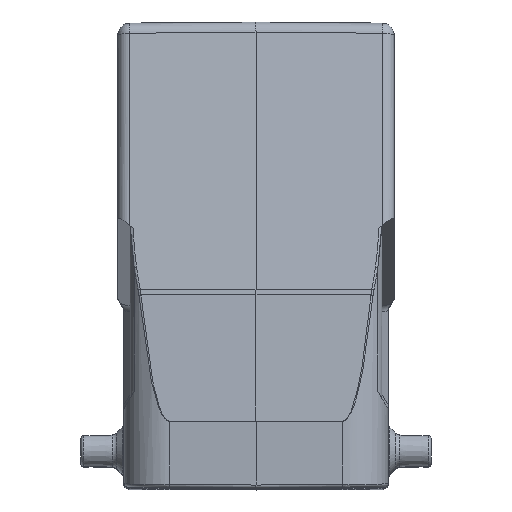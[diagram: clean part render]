
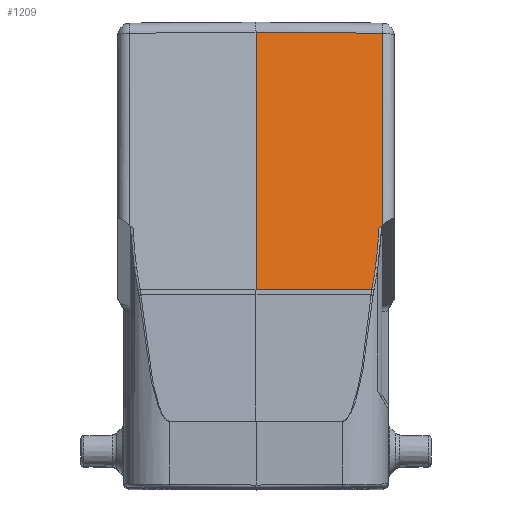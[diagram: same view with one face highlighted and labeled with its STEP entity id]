
A CAD part, top view. The second image highlights one B-rep face of the part: STEP entity #1209.
In plain terms, the highlighted planar face has unit normal (0.009, 0.174, 0.985).
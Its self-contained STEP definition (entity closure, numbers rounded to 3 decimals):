
#547=CIRCLE('',#9522,62.355);
#1209=ADVANCED_FACE('',(#1922),#1473,.T.);
#1473=PLANE('',#9645);
#1922=FACE_OUTER_BOUND('',#2496,.T.);
#2496=EDGE_LOOP('',(#6126,#6127,#6128,#6129,#6130,#6131,#6132));
#3191=LINE('',#15934,#3888);
#3192=LINE('',#15938,#3889);
#3232=LINE('',#16339,#3929);
#3233=LINE('',#16341,#3930);
#3234=LINE('',#16343,#3931);
#3888=VECTOR('',#11597,1.);
#3889=VECTOR('',#11602,1.);
#3929=VECTOR('',#11888,1.);
#3930=VECTOR('',#11891,1.);
#3931=VECTOR('',#11892,1.);
#6126=ORIENTED_EDGE('',*,*,#8342,.T.);
#6127=ORIENTED_EDGE('',*,*,#8337,.T.);
#6128=ORIENTED_EDGE('',*,*,#8335,.F.);
#6129=ORIENTED_EDGE('',*,*,#8450,.T.);
#6130=ORIENTED_EDGE('',*,*,#8451,.T.);
#6131=ORIENTED_EDGE('',*,*,#8452,.F.);
#6132=ORIENTED_EDGE('',*,*,#8453,.T.);
#7204=VERTEX_POINT('',#15931);
#7205=VERTEX_POINT('',#15935);
#7206=VERTEX_POINT('',#15939);
#7208=VERTEX_POINT('',#15963);
#7270=VERTEX_POINT('',#16313);
#7276=VERTEX_POINT('',#16342);
#7277=VERTEX_POINT('',#16344);
#8335=EDGE_CURVE('',#7204,#7205,#3191,.T.);
#8337=EDGE_CURVE('',#7206,#7205,#3192,.T.);
#8342=EDGE_CURVE('',#7208,#7206,#547,.T.);
#8450=EDGE_CURVE('',#7204,#7270,#3232,.T.);
#8451=EDGE_CURVE('',#7270,#7276,#3233,.T.);
#8452=EDGE_CURVE('',#7277,#7276,#3234,.T.);
#8453=EDGE_CURVE('',#7277,#7208,#8838,.T.);
#8838=ELLIPSE('',#9644,40.313,7.);
#9522=AXIS2_PLACEMENT_3D('',#15969,#11607,#11608);
#9644=AXIS2_PLACEMENT_3D('',#16345,#11893,#11894);
#9645=AXIS2_PLACEMENT_3D('',#16346,#11895,#11896);
#11597=DIRECTION('',(0.,-0.985,0.174));
#11602=DIRECTION('',(0.762,0.637,-0.119));
#11607=DIRECTION('',(0.009,0.174,0.985));
#11608=DIRECTION('',(0.,-0.985,0.174));
#11888=DIRECTION('',(-1.,0.009,0.007));
#11891=DIRECTION('',(0.,-0.985,0.174));
#11892=DIRECTION('',(-1.,0.001,0.009));
#11893=DIRECTION('',(0.009,0.174,0.985));
#11894=DIRECTION('',(0.002,-0.985,0.174));
#11895=DIRECTION('',(0.009,0.174,0.985));
#11896=DIRECTION('',(0.,-0.985,0.174));
#15931=CARTESIAN_POINT('',(20.517,19.584,50.546));
#15934=CARTESIAN_POINT('',(20.517,19.584,50.546));
#15935=CARTESIAN_POINT('',(20.517,-11.704,56.062));
#15938=CARTESIAN_POINT('',(19.963,-12.168,56.149));
#15939=CARTESIAN_POINT('',(19.963,-12.168,56.149));
#15963=CARTESIAN_POINT('',(19.449,-18.497,57.27));
#15969=CARTESIAN_POINT('',(-42.367,-10.39,56.388));
#16313=CARTESIAN_POINT('',(0.,19.763,50.696));
#16339=CARTESIAN_POINT('',(20.517,19.584,50.546));
#16341=CARTESIAN_POINT('',(0.,19.763,50.696));
#16342=CARTESIAN_POINT('',(0.,-22.155,58.087));
#16343=CARTESIAN_POINT('',(96.056,-22.264,57.255));
#16344=CARTESIAN_POINT('',(18.848,-22.176,57.924));
#16345=CARTESIAN_POINT('',(14.004,6.729,52.87));
#16346=CARTESIAN_POINT('',(0.,21.415,50.404));
